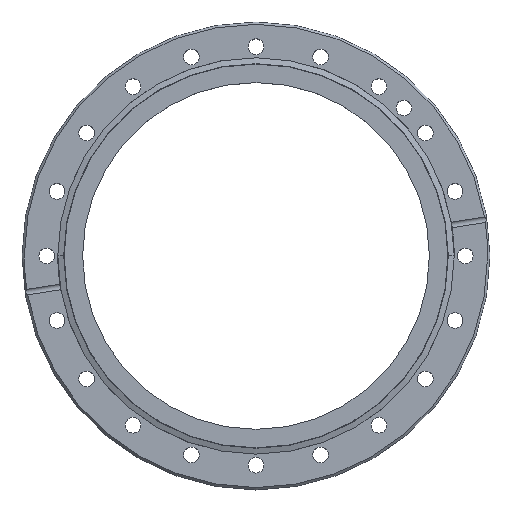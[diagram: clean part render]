
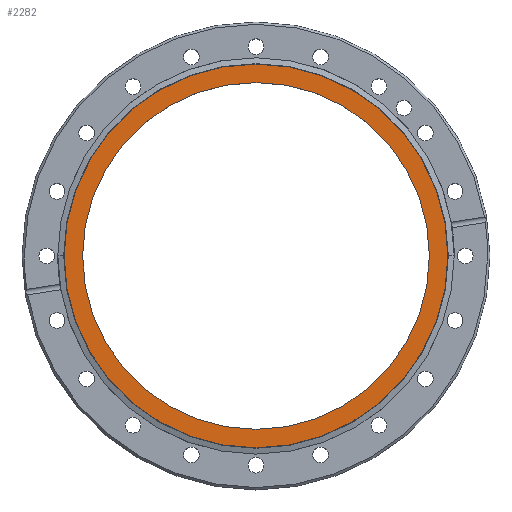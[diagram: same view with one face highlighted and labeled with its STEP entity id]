
A CAD part, top view. The second image highlights one B-rep face of the part: STEP entity #2282.
In plain terms, the highlighted planar face has unit normal (0, 0, 1).
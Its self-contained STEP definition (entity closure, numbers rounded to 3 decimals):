
#44 = ORIENTED_EDGE ( 'NONE', *, *, #501, .T. ) ;
#60 = CARTESIAN_POINT ( 'NONE',  ( 75., 0., -1.2 ) ) ;
#136 = CARTESIAN_POINT ( 'NONE',  ( -82.998, 0., -1.2 ) ) ;
#149 = EDGE_CURVE ( 'NONE', #650, #586, #2899, .T. ) ;
#193 = CARTESIAN_POINT ( 'NONE',  ( -75., 0., -1.2 ) ) ;
#351 = ORIENTED_EDGE ( 'NONE', *, *, #2653, .T. ) ;
#387 = FACE_BOUND ( 'NONE', #1757, .T. ) ;
#501 = EDGE_CURVE ( 'NONE', #1332, #1818, #1441, .T. ) ;
#586 = VERTEX_POINT ( 'NONE', #193 ) ;
#650 = VERTEX_POINT ( 'NONE', #60 ) ;
#667 = DIRECTION ( 'NONE',  ( 1., 0., 0. ) ) ;
#673 = DIRECTION ( 'NONE',  ( 0., 0., 1. ) ) ;
#677 = CARTESIAN_POINT ( 'NONE',  ( 0., 0., -1.2 ) ) ;
#917 = ORIENTED_EDGE ( 'NONE', *, *, #149, .T. ) ;
#1002 = PLANE ( 'NONE',  #1383 ) ;
#1102 = AXIS2_PLACEMENT_3D ( 'NONE', #2990, #2977, #2944 ) ;
#1228 = AXIS2_PLACEMENT_3D ( 'NONE', #677, #673, #667 ) ;
#1264 = DIRECTION ( 'NONE',  ( 0., 0., 1. ) ) ;
#1332 = VERTEX_POINT ( 'NONE', #136 ) ;
#1383 = AXIS2_PLACEMENT_3D ( 'NONE', #2685, #1264, #2911 ) ;
#1436 = CARTESIAN_POINT ( 'NONE',  ( 0., 0., -1.2 ) ) ;
#1441 = CIRCLE ( 'NONE', #1228, 82.998 ) ;
#1705 = DIRECTION ( 'NONE',  ( 1., 0., 0. ) ) ;
#1750 = FACE_OUTER_BOUND ( 'NONE', #1981, .T. ) ;
#1757 = EDGE_LOOP ( 'NONE', ( #2485, #917 ) ) ;
#1818 = VERTEX_POINT ( 'NONE', #2293 ) ;
#1914 = DIRECTION ( 'NONE',  ( 1., 0., 0. ) ) ;
#1918 = DIRECTION ( 'NONE',  ( 0., 0., -1. ) ) ;
#1923 = CARTESIAN_POINT ( 'NONE',  ( 0., 0., -1.2 ) ) ;
#1981 = EDGE_LOOP ( 'NONE', ( #351, #44 ) ) ;
#2109 = EDGE_CURVE ( 'NONE', #586, #650, #3067, .T. ) ;
#2282 = ADVANCED_FACE ( 'NONE', ( #1750, #387 ), #1002, .T. ) ;
#2293 = CARTESIAN_POINT ( 'NONE',  ( 82.998, 0., -1.2 ) ) ;
#2396 = CIRCLE ( 'NONE', #2744, 82.998 ) ;
#2485 = ORIENTED_EDGE ( 'NONE', *, *, #2109, .T. ) ;
#2653 = EDGE_CURVE ( 'NONE', #1818, #1332, #2396, .T. ) ;
#2685 = CARTESIAN_POINT ( 'NONE',  ( 0., 0., -1.2 ) ) ;
#2744 = AXIS2_PLACEMENT_3D ( 'NONE', #1436, #3060, #1705 ) ;
#2879 = AXIS2_PLACEMENT_3D ( 'NONE', #1923, #1918, #1914 ) ;
#2899 = CIRCLE ( 'NONE', #2879, 75. ) ;
#2911 = DIRECTION ( 'NONE',  ( 1., 0., 0. ) ) ;
#2944 = DIRECTION ( 'NONE',  ( 1., 0., 0. ) ) ;
#2977 = DIRECTION ( 'NONE',  ( 0., 0., -1. ) ) ;
#2990 = CARTESIAN_POINT ( 'NONE',  ( 0., 0., -1.2 ) ) ;
#3060 = DIRECTION ( 'NONE',  ( 0., 0., 1. ) ) ;
#3067 = CIRCLE ( 'NONE', #1102, 75. ) ;
